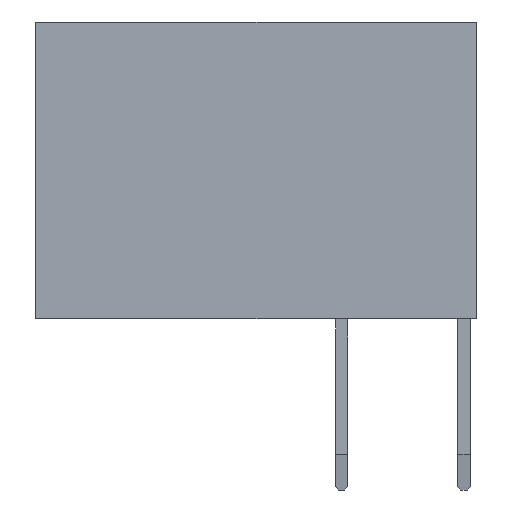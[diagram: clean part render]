
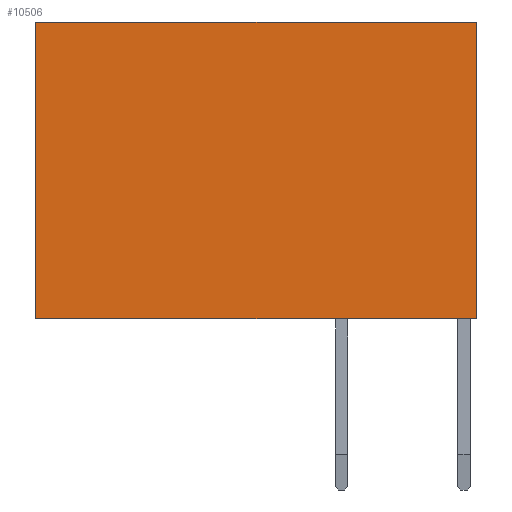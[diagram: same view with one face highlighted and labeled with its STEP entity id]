
A CAD part, left-side view. The second image highlights one B-rep face of the part: STEP entity #10506.
In plain terms, the highlighted planar face has unit normal (-1, 0, 0).
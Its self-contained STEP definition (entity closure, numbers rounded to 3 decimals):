
#9316=EDGE_CURVE('',#13964,#9590,#24266,.T.);
#9590=VERTEX_POINT('',#24560);
#10506=ADVANCED_FACE('',(#25549),#25550,.T.);
#10516=VERTEX_POINT('',#25560);
#13964=VERTEX_POINT('',#29342);
#15252=EDGE_CURVE('',#10516,#13964,#30744,.T.);
#15468=EDGE_CURVE('',#17744,#10516,#30976,.T.);
#17744=VERTEX_POINT('',#33439);
#19922=EDGE_CURVE('',#17744,#9590,#35774,.T.);
#24266=LINE('',#41205,#41206);
#24560=CARTESIAN_POINT('',(-15.25,7.2,-2.55));
#25549=FACE_OUTER_BOUND('',#43096,.T.);
#25550=PLANE('',#43097);
#25560=CARTESIAN_POINT('',(-15.25,0.,2.3));
#29342=CARTESIAN_POINT('',(-15.25,7.2,2.3));
#30744=LINE('',#50609,#50610);
#30976=LINE('',#50955,#50956);
#33439=CARTESIAN_POINT('',(-15.25,0.,-2.55));
#35774=LINE('',#57994,#57995);
#41205=CARTESIAN_POINT('',(-15.25,7.2,-2.55));
#41206=VECTOR('',#63713,1.0);
#43096=EDGE_LOOP('',(#64973,#64974,#64975,#64976));
#43097=AXIS2_PLACEMENT_3D('',#64977,#64978,#64979);
#50609=CARTESIAN_POINT('',(-15.25,0.,2.3));
#50610=VECTOR('',#70574,1.0);
#50955=CARTESIAN_POINT('',(-15.25,0.,-2.55));
#50956=VECTOR('',#70805,1.0);
#57994=CARTESIAN_POINT('',(-15.25,0.,-2.55));
#57995=VECTOR('',#75278,1.0);
#63713=DIRECTION('',(0.,0.,-1.0));
#64973=ORIENTED_EDGE('',*,*,#9316,.T.);
#64974=ORIENTED_EDGE('',*,*,#19922,.F.);
#64975=ORIENTED_EDGE('',*,*,#15468,.T.);
#64976=ORIENTED_EDGE('',*,*,#15252,.T.);
#64977=CARTESIAN_POINT('',(-15.25,0.,2.3));
#64978=DIRECTION('',(-1.0,0.0,0.));
#64979=DIRECTION('',(0.,0.,1.0));
#70574=DIRECTION('',(0.,1.0,0.));
#70805=DIRECTION('',(0.,0.,1.0));
#75278=DIRECTION('',(0.,1.0,0.));
